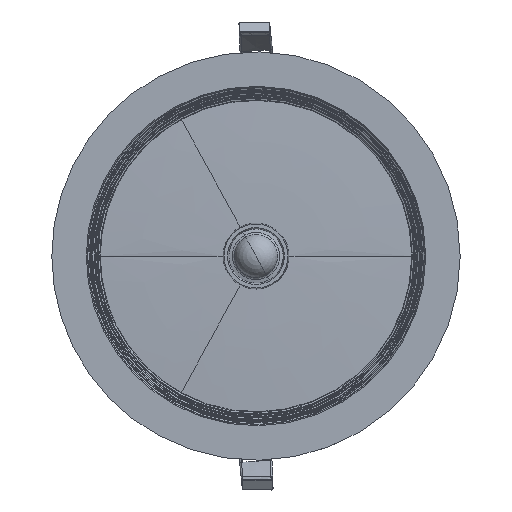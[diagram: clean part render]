
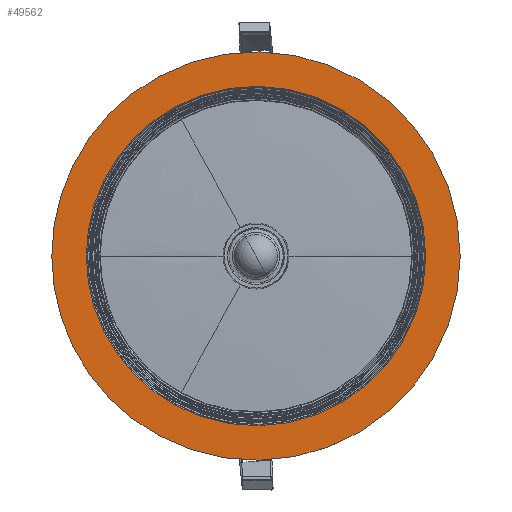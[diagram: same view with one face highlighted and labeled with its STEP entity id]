
A CAD part, top view. The second image highlights one B-rep face of the part: STEP entity #49562.
In plain terms, the highlighted planar face has unit normal (0, 0, 1).
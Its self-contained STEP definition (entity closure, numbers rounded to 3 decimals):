
#39600=CARTESIAN_POINT('Vertex',(-57.55,105.344,57.8)) ;
#39603=CARTESIAN_POINT('Axis2P3D Location',(0.,0.,57.8)) ;
#39607=CARTESIAN_POINT('Vertex',(120.039,0.,57.8)) ;
#39610=CARTESIAN_POINT('Axis2P3D Location',(0.,0.,57.8)) ;
#39614=CARTESIAN_POINT('Vertex',(-57.55,-105.344,57.8)) ;
#39634=CARTESIAN_POINT('Vertex',(-120.039,0.,57.8)) ;
#39637=CARTESIAN_POINT('Axis2P3D Location',(0.,0.,57.8)) ;
#39649=CARTESIAN_POINT('Axis2P3D Location',(0.,0.,57.8)) ;
#49517=CARTESIAN_POINT('Axis2P3D Location',(0.,-120.039,57.8)) ;
#49528=CARTESIAN_POINT('Axis2P3D Location',(0.,0.,57.8)) ;
#49532=CARTESIAN_POINT('Vertex',(99.758,0.,57.8)) ;
#49534=CARTESIAN_POINT('Vertex',(-47.827,-87.546,57.8)) ;
#49537=CARTESIAN_POINT('Axis2P3D Location',(0.,0.,57.8)) ;
#49541=CARTESIAN_POINT('Vertex',(-99.758,0.,57.8)) ;
#49544=CARTESIAN_POINT('Axis2P3D Location',(0.,0.,57.8)) ;
#49548=CARTESIAN_POINT('Vertex',(-47.827,87.546,57.8)) ;
#49551=CARTESIAN_POINT('Axis2P3D Location',(0.,0.,57.8)) ;
#39604=DIRECTION('Axis2P3D Direction',(0.,0.,1.)) ;
#39611=DIRECTION('Axis2P3D Direction',(0.,0.,1.)) ;
#39638=DIRECTION('Axis2P3D Direction',(0.,0.,1.)) ;
#39650=DIRECTION('Axis2P3D Direction',(0.,0.,1.)) ;
#49518=DIRECTION('Axis2P3D Direction',(0.,0.,1.)) ;
#49519=DIRECTION('Axis2P3D XDirection',(1.,0.,0.)) ;
#49529=DIRECTION('Axis2P3D Direction',(0.,0.,1.)) ;
#49538=DIRECTION('Axis2P3D Direction',(0.,0.,1.)) ;
#49545=DIRECTION('Axis2P3D Direction',(0.,0.,1.)) ;
#49552=DIRECTION('Axis2P3D Direction',(0.,0.,1.)) ;
#39605=AXIS2_PLACEMENT_3D('Circle Axis2P3D',#39603,#39604,$) ;
#39612=AXIS2_PLACEMENT_3D('Circle Axis2P3D',#39610,#39611,$) ;
#39639=AXIS2_PLACEMENT_3D('Circle Axis2P3D',#39637,#39638,$) ;
#39651=AXIS2_PLACEMENT_3D('Circle Axis2P3D',#39649,#39650,$) ;
#49520=AXIS2_PLACEMENT_3D('Plane Axis2P3D',#49517,#49518,#49519) ;
#49530=AXIS2_PLACEMENT_3D('Circle Axis2P3D',#49528,#49529,$) ;
#49539=AXIS2_PLACEMENT_3D('Circle Axis2P3D',#49537,#49538,$) ;
#49546=AXIS2_PLACEMENT_3D('Circle Axis2P3D',#49544,#49545,$) ;
#49553=AXIS2_PLACEMENT_3D('Circle Axis2P3D',#49551,#49552,$) ;
#49523=ORIENTED_EDGE('',*,*,#39609,.T.) ;
#49524=ORIENTED_EDGE('',*,*,#39641,.T.) ;
#49525=ORIENTED_EDGE('',*,*,#39653,.F.) ;
#49526=ORIENTED_EDGE('',*,*,#39616,.F.) ;
#49557=ORIENTED_EDGE('',*,*,#49536,.T.) ;
#49558=ORIENTED_EDGE('',*,*,#49543,.T.) ;
#49559=ORIENTED_EDGE('',*,*,#49550,.F.) ;
#49560=ORIENTED_EDGE('',*,*,#49555,.F.) ;
#49561=FACE_BOUND('',#49556,.T.) ;
#49562=ADVANCED_FACE('PartBody',(#49527,#49561),#49521,.T.) ;
#39606=CIRCLE('generated circle',#39605,120.039) ;
#39613=CIRCLE('generated circle',#39612,120.039) ;
#39640=CIRCLE('generated circle',#39639,120.039) ;
#39652=CIRCLE('generated circle',#39651,120.039) ;
#49531=CIRCLE('generated circle',#49530,99.758) ;
#49540=CIRCLE('generated circle',#49539,99.758) ;
#49547=CIRCLE('generated circle',#49546,99.758) ;
#49554=CIRCLE('generated circle',#49553,99.758) ;
#39609=EDGE_CURVE('',#39608,#39601,#39606,.T.) ;
#39616=EDGE_CURVE('',#39608,#39615,#39613,.F.) ;
#39641=EDGE_CURVE('',#39601,#39635,#39640,.T.) ;
#39653=EDGE_CURVE('',#39615,#39635,#39652,.F.) ;
#49536=EDGE_CURVE('',#49533,#49535,#49531,.F.) ;
#49543=EDGE_CURVE('',#49535,#49542,#49540,.F.) ;
#49550=EDGE_CURVE('',#49549,#49542,#49547,.T.) ;
#49555=EDGE_CURVE('',#49533,#49549,#49554,.T.) ;
#49522=EDGE_LOOP('',(#49523,#49524,#49525,#49526)) ;
#49556=EDGE_LOOP('',(#49557,#49558,#49559,#49560)) ;
#49527=FACE_OUTER_BOUND('',#49522,.T.) ;
#49521=PLANE('',#49520) ;
#39601=VERTEX_POINT('',#39600) ;
#39608=VERTEX_POINT('',#39607) ;
#39615=VERTEX_POINT('',#39614) ;
#39635=VERTEX_POINT('',#39634) ;
#49533=VERTEX_POINT('',#49532) ;
#49535=VERTEX_POINT('',#49534) ;
#49542=VERTEX_POINT('',#49541) ;
#49549=VERTEX_POINT('',#49548) ;
